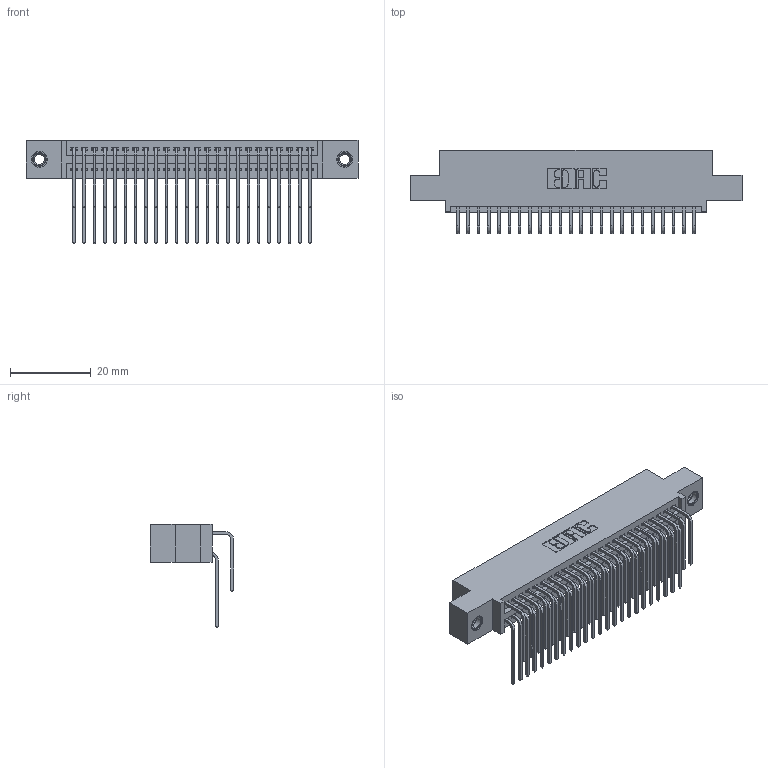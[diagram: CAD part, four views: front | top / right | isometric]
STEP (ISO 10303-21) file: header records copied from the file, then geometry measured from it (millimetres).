
FILE_DESCRIPTION (( 'STEP AP203' ), '1' );
FILE_NAME ('395-048-559-507.STEP', '2019-10-19T06:31:53', ( '' ), ( '' ), 'SwSTEP 2.0', 'SolidWorks 2016', '' );
FILE_SCHEMA (( 'CONFIG_CONTROL_DESIGN' ));
Length unit declared in the file: inch
Products named in the file (5): 345 Part_0.110 Offset - 0.156 Dia-TI; 345-292-001_558 559 Tail - 1; 345-292-001_559 Tail - 2; 345-250-001_345-250-005-103; 395-048-559-507
Assembly tree (51 placements, depth 2):
  395-048-559-507
    345 Part_0.110 Offset - 0.156 Dia-TI
    345-292-001_558 559 Tail - 1  x24
    345-292-001_559 Tail - 2  x24
    345-250-001_345-250-005-103  x2
Bounding box: 82.17 x 20.56 x 25.53 mm (x, y, z)
Volume: 8004.9 mm3; surface area: 12906.8 mm2
Topology: 51 solids, 51 shells, 2686 faces, 7929 edges, 5214 vertices
Faces by surface type: plane 1796, cylinder 874, cone 12, torus 4
Entity records: 24224 total; most frequent: CARTESIAN_POINT 4106, ORIENTED_EDGE 3982, DIRECTION 3641, EDGE_CURVE 1991, VECTOR 1703, LINE 1703, VERTEX_POINT 1320, AXIS2_PLACEMENT_3D 969
